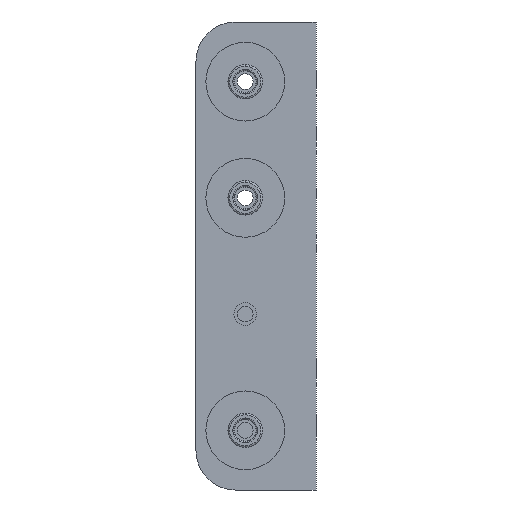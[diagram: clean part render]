
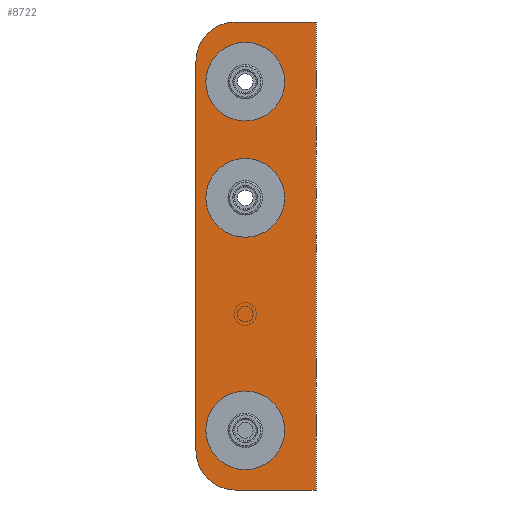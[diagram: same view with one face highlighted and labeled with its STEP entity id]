
A CAD part, left-side view. The second image highlights one B-rep face of the part: STEP entity #8722.
In plain terms, the highlighted planar face has unit normal (-1, 0, 0).
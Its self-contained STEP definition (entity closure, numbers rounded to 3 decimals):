
#152 = EDGE_CURVE ( 'NONE', #17309, #22718, #18080, .T. ) ;
#850 = VERTEX_POINT ( 'NONE', #9177 ) ;
#1532 = DIRECTION ( 'NONE',  ( 0., 0., 1. ) ) ;
#1608 = AXIS2_PLACEMENT_3D ( 'NONE', #20225, #5929, #21982 ) ;
#1752 = EDGE_CURVE ( 'NONE', #10630, #2229, #20257, .T. ) ;
#1920 = EDGE_LOOP ( 'NONE', ( #18559, #10897 ) ) ;
#2012 = CARTESIAN_POINT ( 'NONE',  ( -25.25, 0., -17.78 ) ) ;
#2229 = VERTEX_POINT ( 'NONE', #20298 ) ;
#2254 = EDGE_CURVE ( 'NONE', #17728, #18474, #2296, .T. ) ;
#2296 = CIRCLE ( 'NONE', #1608, 4. ) ;
#2378 = CARTESIAN_POINT ( 'NONE',  ( -25.25, 12.19, -17.78 ) ) ;
#2663 = EDGE_CURVE ( 'NONE', #850, #4328, #15508, .T. ) ;
#3173 = ORIENTED_EDGE ( 'NONE', *, *, #2663, .F. ) ;
#3419 = CARTESIAN_POINT ( 'NONE',  ( -25.25, 7.19, 17.7 ) ) ;
#3745 = EDGE_CURVE ( 'NONE', #2229, #10630, #22669, .T. ) ;
#4264 = CARTESIAN_POINT ( 'NONE',  ( -25.25, 7.19, 1.9 ) ) ;
#4328 = VERTEX_POINT ( 'NONE', #7734 ) ;
#4649 = CARTESIAN_POINT ( 'NONE',  ( -25.25, 7.19, 5.9 ) ) ;
#4903 = DIRECTION ( 'NONE',  ( 1., 0., 0. ) ) ;
#5032 = DIRECTION ( 'NONE',  ( 0., 0., 1. ) ) ;
#5109 = CARTESIAN_POINT ( 'NONE',  ( -25.25, 8.19, 19.76 ) ) ;
#5929 = DIRECTION ( 'NONE',  ( 1., 0., 0. ) ) ;
#5950 = CARTESIAN_POINT ( 'NONE',  ( -25.25, 12.19, -17.78 ) ) ;
#6002 = VERTEX_POINT ( 'NONE', #6972 ) ;
#6043 = CARTESIAN_POINT ( 'NONE',  ( -25.25, 7.19, 9.9 ) ) ;
#6045 = LINE ( 'NONE', #19179, #15150 ) ;
#6208 = EDGE_CURVE ( 'NONE', #10658, #18998, #9317, .T. ) ;
#6301 = ORIENTED_EDGE ( 'NONE', *, *, #18092, .F. ) ;
#6427 = DIRECTION ( 'NONE',  ( 1., 0., 0. ) ) ;
#6489 = ORIENTED_EDGE ( 'NONE', *, *, #15735, .T. ) ;
#6862 = ORIENTED_EDGE ( 'NONE', *, *, #6208, .T. ) ;
#6920 = LINE ( 'NONE', #21119, #15460 ) ;
#6972 = CARTESIAN_POINT ( 'NONE',  ( -25.25, 8.19, 23.76 ) ) ;
#7610 = ORIENTED_EDGE ( 'NONE', *, *, #15237, .T. ) ;
#7708 = CIRCLE ( 'NONE', #17985, 4. ) ;
#7721 = ORIENTED_EDGE ( 'NONE', *, *, #2254, .T. ) ;
#7734 = CARTESIAN_POINT ( 'NONE',  ( -25.25, 7.19, 21.7 ) ) ;
#8448 = FACE_BOUND ( 'NONE', #1920, .T. ) ;
#8462 = CARTESIAN_POINT ( 'NONE',  ( -25.25, 12.19, 19.76 ) ) ;
#8487 = DIRECTION ( 'NONE',  ( -1., 0., 0. ) ) ;
#8571 = DIRECTION ( 'NONE',  ( -1., 0., 0. ) ) ;
#8722 = ADVANCED_FACE ( 'NONE', ( #9807, #8448, #12280, #16174 ), #18238, .T. ) ;
#8744 = CARTESIAN_POINT ( 'NONE',  ( -25.25, 0., -23.76 ) ) ;
#8797 = DIRECTION ( 'NONE',  ( -1., 0., 0. ) ) ;
#9164 = CIRCLE ( 'NONE', #20092, 4. ) ;
#9177 = CARTESIAN_POINT ( 'NONE',  ( -25.25, 7.19, 13.7 ) ) ;
#9317 = LINE ( 'NONE', #5950, #12074 ) ;
#9800 = EDGE_LOOP ( 'NONE', ( #6862, #7610, #22375, #19682, #6301, #15165 ) ) ;
#9807 = FACE_OUTER_BOUND ( 'NONE', #9800, .T. ) ;
#10293 = CARTESIAN_POINT ( 'NONE',  ( -25.25, 7.19, -17.7 ) ) ;
#10630 = VERTEX_POINT ( 'NONE', #15570 ) ;
#10658 = VERTEX_POINT ( 'NONE', #8462 ) ;
#10754 = DIRECTION ( 'NONE',  ( 0., 0., -1. ) ) ;
#10897 = ORIENTED_EDGE ( 'NONE', *, *, #3745, .T. ) ;
#11296 = AXIS2_PLACEMENT_3D ( 'NONE', #16618, #11347, #20503 ) ;
#11347 = DIRECTION ( 'NONE',  ( 1., 0., 0. ) ) ;
#12074 = VECTOR ( 'NONE', #14454, 1000. ) ;
#12092 = DIRECTION ( 'NONE',  ( 0., 0., 1. ) ) ;
#12195 = DIRECTION ( 'NONE',  ( 0., -1., 0. ) ) ;
#12266 = VECTOR ( 'NONE', #10754, 1000. ) ;
#12280 = FACE_BOUND ( 'NONE', #14754, .T. ) ;
#12430 = CARTESIAN_POINT ( 'NONE',  ( -25.25, 8.19, -23.76 ) ) ;
#12867 = CARTESIAN_POINT ( 'NONE',  ( -25.25, 12.19, -19.76 ) ) ;
#13274 = DIRECTION ( 'NONE',  ( 0., 0., -1. ) ) ;
#13843 = DIRECTION ( 'NONE',  ( 0., 0., -1. ) ) ;
#13943 = DIRECTION ( 'NONE',  ( 0., -1., 0. ) ) ;
#13975 = EDGE_CURVE ( 'NONE', #4328, #850, #7708, .T. ) ;
#14010 = CIRCLE ( 'NONE', #17553, 4. ) ;
#14041 = EDGE_CURVE ( 'NONE', #6002, #10658, #16272, .T. ) ;
#14221 = DIRECTION ( 'NONE',  ( -1., 0., 0. ) ) ;
#14454 = DIRECTION ( 'NONE',  ( 0., 0., -1. ) ) ;
#14754 = EDGE_LOOP ( 'NONE', ( #16454, #3173 ) ) ;
#15044 = VERTEX_POINT ( 'NONE', #12430 ) ;
#15150 = VECTOR ( 'NONE', #12195, 1000. ) ;
#15165 = ORIENTED_EDGE ( 'NONE', *, *, #14041, .T. ) ;
#15237 = EDGE_CURVE ( 'NONE', #18998, #15044, #14010, .T. ) ;
#15460 = VECTOR ( 'NONE', #13943, 1000. ) ;
#15508 = CIRCLE ( 'NONE', #21367, 4. ) ;
#15570 = CARTESIAN_POINT ( 'NONE',  ( -25.25, 7.19, -13.7 ) ) ;
#15735 = EDGE_CURVE ( 'NONE', #18474, #17728, #9164, .T. ) ;
#16077 = CARTESIAN_POINT ( 'NONE',  ( -25.25, 8.19, -19.76 ) ) ;
#16174 = FACE_BOUND ( 'NONE', #21621, .T. ) ;
#16272 = CIRCLE ( 'NONE', #19189, 4. ) ;
#16454 = ORIENTED_EDGE ( 'NONE', *, *, #13975, .F. ) ;
#16618 = CARTESIAN_POINT ( 'NONE',  ( -25.25, 7.19, -17.7 ) ) ;
#16706 = CARTESIAN_POINT ( 'NONE',  ( -25.25, 0., 23.76 ) ) ;
#16992 = EDGE_CURVE ( 'NONE', #15044, #22718, #6920, .T. ) ;
#17309 = VERTEX_POINT ( 'NONE', #16706 ) ;
#17458 = CARTESIAN_POINT ( 'NONE',  ( -25.25, 7.19, 17.7 ) ) ;
#17553 = AXIS2_PLACEMENT_3D ( 'NONE', #16077, #14221, #1532 ) ;
#17680 = DIRECTION ( 'NONE',  ( 0., 0., 1. ) ) ;
#17728 = VERTEX_POINT ( 'NONE', #6043 ) ;
#17985 = AXIS2_PLACEMENT_3D ( 'NONE', #3419, #8487, #12092 ) ;
#18080 = LINE ( 'NONE', #2012, #12266 ) ;
#18081 = DIRECTION ( 'NONE',  ( 0., 0., 1. ) ) ;
#18092 = EDGE_CURVE ( 'NONE', #6002, #17309, #6045, .T. ) ;
#18238 = PLANE ( 'NONE',  #20313 ) ;
#18474 = VERTEX_POINT ( 'NONE', #4264 ) ;
#18559 = ORIENTED_EDGE ( 'NONE', *, *, #1752, .T. ) ;
#18998 = VERTEX_POINT ( 'NONE', #12867 ) ;
#19179 = CARTESIAN_POINT ( 'NONE',  ( -25.25, 12.19, 23.76 ) ) ;
#19189 = AXIS2_PLACEMENT_3D ( 'NONE', #5109, #8571, #5032 ) ;
#19682 = ORIENTED_EDGE ( 'NONE', *, *, #152, .F. ) ;
#19793 = DIRECTION ( 'NONE',  ( -1., 0., 0. ) ) ;
#20092 = AXIS2_PLACEMENT_3D ( 'NONE', #4649, #6427, #13274 ) ;
#20225 = CARTESIAN_POINT ( 'NONE',  ( -25.25, 7.19, 5.9 ) ) ;
#20257 = CIRCLE ( 'NONE', #20340, 4. ) ;
#20298 = CARTESIAN_POINT ( 'NONE',  ( -25.25, 7.19, -21.7 ) ) ;
#20313 = AXIS2_PLACEMENT_3D ( 'NONE', #2378, #19793, #18081 ) ;
#20340 = AXIS2_PLACEMENT_3D ( 'NONE', #10293, #4903, #13843 ) ;
#20503 = DIRECTION ( 'NONE',  ( 0., 0., -1. ) ) ;
#21119 = CARTESIAN_POINT ( 'NONE',  ( -25.25, 12.19, -23.76 ) ) ;
#21367 = AXIS2_PLACEMENT_3D ( 'NONE', #17458, #8797, #17680 ) ;
#21621 = EDGE_LOOP ( 'NONE', ( #7721, #6489 ) ) ;
#21982 = DIRECTION ( 'NONE',  ( 0., 0., -1. ) ) ;
#22375 = ORIENTED_EDGE ( 'NONE', *, *, #16992, .T. ) ;
#22669 = CIRCLE ( 'NONE', #11296, 4. ) ;
#22718 = VERTEX_POINT ( 'NONE', #8744 ) ;
